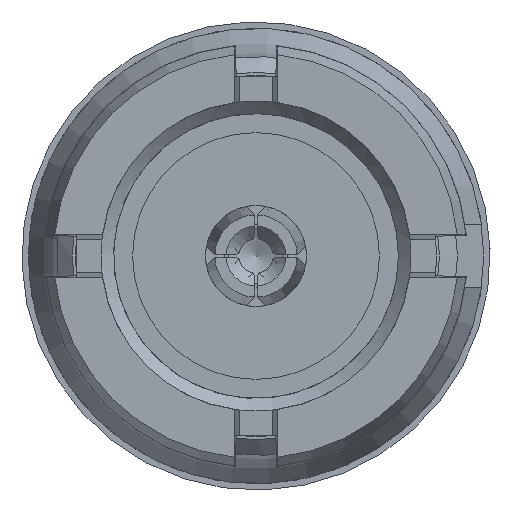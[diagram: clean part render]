
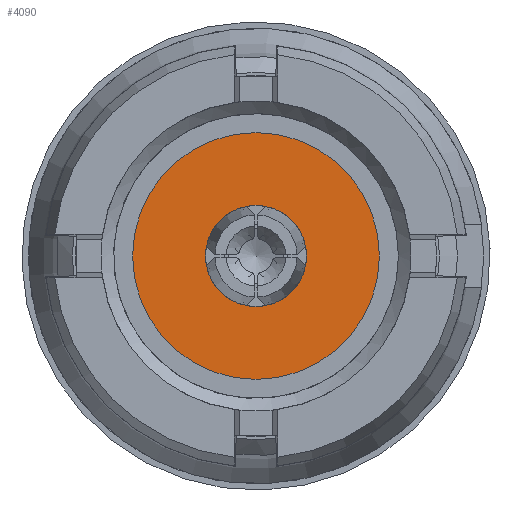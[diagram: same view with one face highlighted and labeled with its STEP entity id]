
A CAD part, front view. The second image highlights one B-rep face of the part: STEP entity #4090.
In plain terms, the highlighted planar face has unit normal (0, -1, 0).
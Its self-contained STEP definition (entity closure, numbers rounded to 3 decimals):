
#435=PLANE('',#4518);
#1317=ORIENTED_EDGE('',*,*,#1740,.T.);
#1318=ORIENTED_EDGE('',*,*,#1741,.F.);
#1740=EDGE_CURVE('',#2024,#2024,#2196,.T.);
#1741=EDGE_CURVE('',#2025,#2025,#2197,.T.);
#2024=VERTEX_POINT('',#6605);
#2025=VERTEX_POINT('',#6608);
#2196=CIRCLE('',#4517,0.4);
#2197=CIRCLE('',#4519,0.975);
#2407=EDGE_LOOP('',(#1317));
#2408=EDGE_LOOP('',(#1318));
#2623=FACE_BOUND('',#2407,.T.);
#2624=FACE_BOUND('',#2408,.T.);
#4090=ADVANCED_FACE('',(#2623,#2624),#435,.F.);
#4517=AXIS2_PLACEMENT_3D('',#6604,#5443,#5444);
#4518=AXIS2_PLACEMENT_3D('',#6606,#5445,#5446);
#4519=AXIS2_PLACEMENT_3D('',#6607,#5447,#5448);
#5443=DIRECTION('',(0.,1.,0.));
#5444=DIRECTION('',(0.,0.,1.));
#5445=DIRECTION('',(0.,1.,0.));
#5446=DIRECTION('',(0.,0.,-1.));
#5447=DIRECTION('',(0.,1.,0.));
#5448=DIRECTION('',(-1.,0.,0.));
#6604=CARTESIAN_POINT('',(0.,-76.15,0.));
#6605=CARTESIAN_POINT('',(0.,-76.15,0.4));
#6606=CARTESIAN_POINT('',(0.,-76.15,0.));
#6607=CARTESIAN_POINT('',(0.,-76.15,0.));
#6608=CARTESIAN_POINT('',(-0.975,-76.15,0.));
